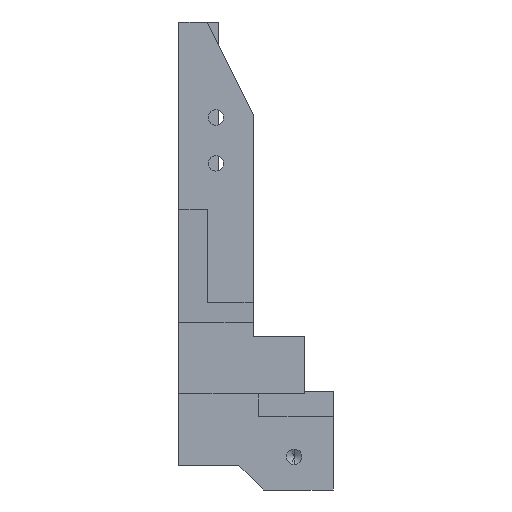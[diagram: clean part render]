
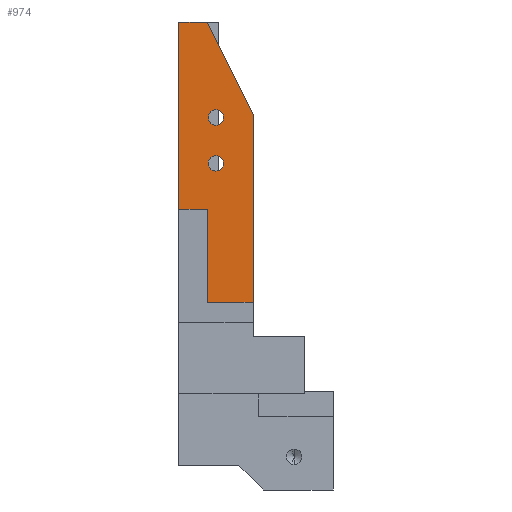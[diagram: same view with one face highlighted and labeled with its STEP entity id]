
A CAD part, left-side view. The second image highlights one B-rep face of the part: STEP entity #974.
In plain terms, the highlighted planar face has unit normal (-1, 0, 0).
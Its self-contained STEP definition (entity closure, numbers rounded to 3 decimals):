
#24 = VERTEX_POINT ( 'NONE', #1552 ) ;
#30 = DIRECTION ( 'NONE',  ( 0., 0., 1. ) ) ;
#45 = CARTESIAN_POINT ( 'NONE',  ( -27., 64.604, 5. ) ) ;
#51 = VECTOR ( 'NONE', #30, 1000. ) ;
#55 = FACE_OUTER_BOUND ( 'NONE', #489, .T. ) ;
#62 = ORIENTED_EDGE ( 'NONE', *, *, #145, .F. ) ;
#64 = ORIENTED_EDGE ( 'NONE', *, *, #824, .F. ) ;
#95 = LINE ( 'NONE', #1723, #667 ) ;
#104 = ORIENTED_EDGE ( 'NONE', *, *, #1482, .F. ) ;
#113 = VECTOR ( 'NONE', #844, 1000. ) ;
#125 = DIRECTION ( 'NONE',  ( 0., -1., 0. ) ) ;
#145 = EDGE_CURVE ( 'NONE', #937, #1611, #1237, .T. ) ;
#157 = EDGE_LOOP ( 'NONE', ( #295, #64 ) ) ;
#161 = CARTESIAN_POINT ( 'NONE',  ( -27., 12.995, 30.596 ) ) ;
#176 = EDGE_CURVE ( 'NONE', #376, #997, #840, .T. ) ;
#192 = CARTESIAN_POINT ( 'NONE',  ( -27., 47.896, 6.5 ) ) ;
#209 = DIRECTION ( 'NONE',  ( 0., -1., 0. ) ) ;
#228 = AXIS2_PLACEMENT_3D ( 'NONE', #939, #1829, #494 ) ;
#250 = EDGE_CURVE ( 'NONE', #1611, #937, #593, .T. ) ;
#262 = LINE ( 'NONE', #879, #51 ) ;
#295 = ORIENTED_EDGE ( 'NONE', *, *, #1451, .F. ) ;
#351 = CARTESIAN_POINT ( 'NONE',  ( -27., 39.896, 6.5 ) ) ;
#366 = VECTOR ( 'NONE', #1430, 1000. ) ;
#376 = VERTEX_POINT ( 'NONE', #45 ) ;
#387 = CARTESIAN_POINT ( 'NONE',  ( -27., 64.604, 13. ) ) ;
#404 = VERTEX_POINT ( 'NONE', #437 ) ;
#418 = CARTESIAN_POINT ( 'NONE',  ( -27., 39.896, 6.5 ) ) ;
#437 = CARTESIAN_POINT ( 'NONE',  ( -27., 31.896, 0. ) ) ;
#489 = EDGE_LOOP ( 'NONE', ( #1706, #1659, #1624, #1316, #1001, #1759, #104 ) ) ;
#494 = DIRECTION ( 'NONE',  ( 0., -1., 0. ) ) ;
#504 = CARTESIAN_POINT ( 'NONE',  ( -27., 64.604, 0. ) ) ;
#539 = DIRECTION ( 'NONE',  ( -1., 0., 0. ) ) ;
#571 = CARTESIAN_POINT ( 'NONE',  ( -27., 46.546, 6.5 ) ) ;
#593 = CIRCLE ( 'NONE', #906, 1.35 ) ;
#594 = CARTESIAN_POINT ( 'NONE',  ( -27., 41.246, 6.5 ) ) ;
#652 = DIRECTION ( 'NONE',  ( 0., 1., 0. ) ) ;
#656 = VERTEX_POINT ( 'NONE', #846 ) ;
#667 = VECTOR ( 'NONE', #1405, 1000. ) ;
#710 = LINE ( 'NONE', #161, #1105 ) ;
#732 = LINE ( 'NONE', #1447, #1440 ) ;
#749 = PLANE ( 'NONE',  #228 ) ;
#779 = CARTESIAN_POINT ( 'NONE',  ( -27., 15.604, 13. ) ) ;
#787 = DIRECTION ( 'NONE',  ( 0., -1., 0. ) ) ;
#824 = EDGE_CURVE ( 'NONE', #1448, #1669, #1300, .T. ) ;
#839 = EDGE_LOOP ( 'NONE', ( #1514, #62 ) ) ;
#840 = LINE ( 'NONE', #1918, #366 ) ;
#844 = DIRECTION ( 'NONE',  ( 0., -1., 0. ) ) ;
#846 = CARTESIAN_POINT ( 'NONE',  ( -27., 31.896, 5. ) ) ;
#879 = CARTESIAN_POINT ( 'NONE',  ( -27., 15.604, 68.705 ) ) ;
#906 = AXIS2_PLACEMENT_3D ( 'NONE', #418, #1439, #125 ) ;
#937 = VERTEX_POINT ( 'NONE', #594 ) ;
#939 = CARTESIAN_POINT ( 'NONE',  ( -27., 31.896, 68.705 ) ) ;
#974 = ADVANCED_FACE ( 'NONE', ( #55, #1190, #1100 ), #749, .T. ) ;
#997 = VERTEX_POINT ( 'NONE', #504 ) ;
#1001 = ORIENTED_EDGE ( 'NONE', *, *, #1087, .T. ) ;
#1026 = DIRECTION ( 'NONE',  ( 0., 0., -1. ) ) ;
#1077 = LINE ( 'NONE', #1813, #1359 ) ;
#1087 = EDGE_CURVE ( 'NONE', #656, #24, #95, .T. ) ;
#1100 = FACE_BOUND ( 'NONE', #157, .T. ) ;
#1105 = VECTOR ( 'NONE', #1162, 1000. ) ;
#1135 = AXIS2_PLACEMENT_3D ( 'NONE', #192, #1681, #787 ) ;
#1162 = DIRECTION ( 'NONE',  ( 0., -0.896, 0.444 ) ) ;
#1190 = FACE_BOUND ( 'NONE', #839, .T. ) ;
#1202 = CIRCLE ( 'NONE', #1135, 1.35 ) ;
#1237 = CIRCLE ( 'NONE', #1489, 1.35 ) ;
#1265 = EDGE_CURVE ( 'NONE', #656, #404, #732, .T. ) ;
#1300 = CIRCLE ( 'NONE', #1341, 1.35 ) ;
#1316 = ORIENTED_EDGE ( 'NONE', *, *, #1265, .F. ) ;
#1317 = EDGE_CURVE ( 'NONE', #376, #1607, #710, .T. ) ;
#1333 = EDGE_CURVE ( 'NONE', #24, #1445, #262, .T. ) ;
#1341 = AXIS2_PLACEMENT_3D ( 'NONE', #1878, #539, #1747 ) ;
#1359 = VECTOR ( 'NONE', #652, 1000. ) ;
#1374 = CARTESIAN_POINT ( 'NONE',  ( -27., 49.246, 6.5 ) ) ;
#1405 = DIRECTION ( 'NONE',  ( 0., -1., 0. ) ) ;
#1410 = EDGE_CURVE ( 'NONE', #404, #997, #1077, .T. ) ;
#1430 = DIRECTION ( 'NONE',  ( 0., 0., -1. ) ) ;
#1439 = DIRECTION ( 'NONE',  ( -1., 0., 0. ) ) ;
#1440 = VECTOR ( 'NONE', #1026, 1000. ) ;
#1445 = VERTEX_POINT ( 'NONE', #779 ) ;
#1447 = CARTESIAN_POINT ( 'NONE',  ( -27., 31.896, 68.705 ) ) ;
#1448 = VERTEX_POINT ( 'NONE', #1374 ) ;
#1451 = EDGE_CURVE ( 'NONE', #1669, #1448, #1202, .T. ) ;
#1482 = EDGE_CURVE ( 'NONE', #1607, #1445, #1871, .T. ) ;
#1489 = AXIS2_PLACEMENT_3D ( 'NONE', #351, #1544, #209 ) ;
#1514 = ORIENTED_EDGE ( 'NONE', *, *, #250, .F. ) ;
#1544 = DIRECTION ( 'NONE',  ( -1., 0., 0. ) ) ;
#1552 = CARTESIAN_POINT ( 'NONE',  ( -27., 15.604, 5. ) ) ;
#1607 = VERTEX_POINT ( 'NONE', #1891 ) ;
#1611 = VERTEX_POINT ( 'NONE', #1639 ) ;
#1624 = ORIENTED_EDGE ( 'NONE', *, *, #1410, .F. ) ;
#1639 = CARTESIAN_POINT ( 'NONE',  ( -27., 38.546, 6.5 ) ) ;
#1659 = ORIENTED_EDGE ( 'NONE', *, *, #176, .T. ) ;
#1669 = VERTEX_POINT ( 'NONE', #571 ) ;
#1681 = DIRECTION ( 'NONE',  ( -1., 0., 0. ) ) ;
#1706 = ORIENTED_EDGE ( 'NONE', *, *, #1317, .F. ) ;
#1723 = CARTESIAN_POINT ( 'NONE',  ( -27., 64.604, 5. ) ) ;
#1747 = DIRECTION ( 'NONE',  ( 0., -1., 0. ) ) ;
#1759 = ORIENTED_EDGE ( 'NONE', *, *, #1333, .T. ) ;
#1813 = CARTESIAN_POINT ( 'NONE',  ( -27., 31.896, 0. ) ) ;
#1829 = DIRECTION ( 'NONE',  ( -1., 0., 0. ) ) ;
#1871 = LINE ( 'NONE', #387, #113 ) ;
#1878 = CARTESIAN_POINT ( 'NONE',  ( -27., 47.896, 6.5 ) ) ;
#1891 = CARTESIAN_POINT ( 'NONE',  ( -27., 48.474, 13. ) ) ;
#1918 = CARTESIAN_POINT ( 'NONE',  ( -27., 64.604, 68.705 ) ) ;
